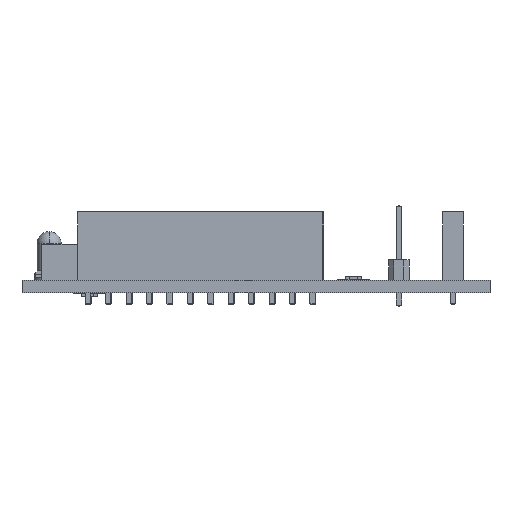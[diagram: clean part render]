
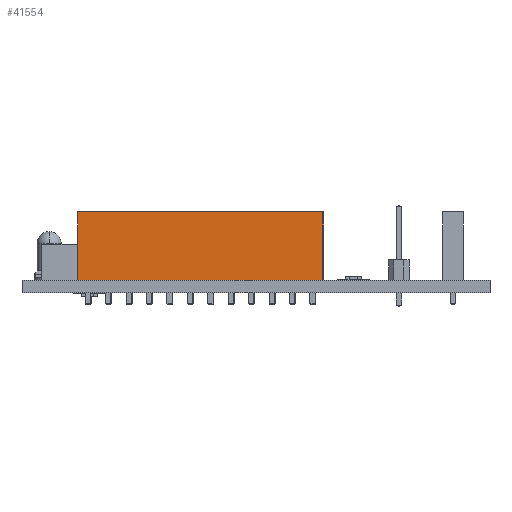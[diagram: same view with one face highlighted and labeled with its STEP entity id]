
A CAD part, front view. The second image highlights one B-rep face of the part: STEP entity #41554.
In plain terms, the highlighted planar face has unit normal (0, -1, 0).
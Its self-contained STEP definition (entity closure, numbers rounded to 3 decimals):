
#28348 = PLANE('',#28349);
#28349 = AXIS2_PLACEMENT_3D('',#28350,#28351,#28352);
#28350 = CARTESIAN_POINT('',(-1.27,-1.25,8.5));
#28351 = DIRECTION('',(0.,0.,1.));
#28352 = DIRECTION('',(1.,0.,0.));
#28779 = EDGE_CURVE('',#28780,#28782,#28784,.T.);
#28780 = VERTEX_POINT('',#28781);
#28781 = CARTESIAN_POINT('',(-29.21,-1.25,8.5));
#28782 = VERTEX_POINT('',#28783);
#28783 = CARTESIAN_POINT('',(1.27,-1.25,8.5));
#28784 = SURFACE_CURVE('',#28785,(#28789,#28796),.PCURVE_S1.);
#28785 = LINE('',#28786,#28787);
#28786 = CARTESIAN_POINT('',(-29.21,-1.25,8.5));
#28787 = VECTOR('',#28788,1.);
#28788 = DIRECTION('',(1.,0.,0.));
#28789 = PCURVE('',#28348,#28790);
#28790 = DEFINITIONAL_REPRESENTATION('',(#28791),#28795);
#28791 = LINE('',#28792,#28793);
#28792 = CARTESIAN_POINT('',(-27.94,0.));
#28793 = VECTOR('',#28794,1.);
#28794 = DIRECTION('',(1.,0.));
#28795 = ( GEOMETRIC_REPRESENTATION_CONTEXT(2) 
PARAMETRIC_REPRESENTATION_CONTEXT() REPRESENTATION_CONTEXT('2D SPACE',''
  ) );
#28796 = PCURVE('',#28797,#28802);
#28797 = PLANE('',#28798);
#28798 = AXIS2_PLACEMENT_3D('',#28799,#28800,#28801);
#28799 = CARTESIAN_POINT('',(0.,-1.25,4.25));
#28800 = DIRECTION('',(0.,1.,0.));
#28801 = DIRECTION('',(0.,0.,1.));
#28802 = DEFINITIONAL_REPRESENTATION('',(#28803),#28807);
#28803 = LINE('',#28804,#28805);
#28804 = CARTESIAN_POINT('',(4.25,-29.21));
#28805 = VECTOR('',#28806,1.);
#28806 = DIRECTION('',(0.,1.));
#28807 = ( GEOMETRIC_REPRESENTATION_CONTEXT(2) 
PARAMETRIC_REPRESENTATION_CONTEXT() REPRESENTATION_CONTEXT('2D SPACE',''
  ) );
#28825 = PLANE('',#28826);
#28826 = AXIS2_PLACEMENT_3D('',#28827,#28828,#28829);
#28827 = CARTESIAN_POINT('',(1.27,-1.25,8.5));
#28828 = DIRECTION('',(1.,0.,0.));
#28829 = DIRECTION('',(0.,0.,-1.));
#28879 = PLANE('',#28880);
#28880 = AXIS2_PLACEMENT_3D('',#28881,#28882,#28883);
#28881 = CARTESIAN_POINT('',(-29.21,-1.25,0.));
#28882 = DIRECTION('',(-1.,0.,0.));
#28883 = DIRECTION('',(0.,0.,1.));
#33933 = PLANE('',#33934);
#33934 = AXIS2_PLACEMENT_3D('',#33935,#33936,#33937);
#33935 = CARTESIAN_POINT('',(1.27,-1.25,0.));
#33936 = DIRECTION('',(0.,0.,-1.));
#33937 = DIRECTION('',(-1.,0.,0.));
#39574 = EDGE_CURVE('',#39575,#28780,#39577,.T.);
#39575 = VERTEX_POINT('',#39576);
#39576 = CARTESIAN_POINT('',(-29.21,-1.25,0.));
#39577 = SURFACE_CURVE('',#39578,(#39582,#39589),.PCURVE_S1.);
#39578 = LINE('',#39579,#39580);
#39579 = CARTESIAN_POINT('',(-29.21,-1.25,0.));
#39580 = VECTOR('',#39581,1.);
#39581 = DIRECTION('',(0.,0.,1.));
#39582 = PCURVE('',#28879,#39583);
#39583 = DEFINITIONAL_REPRESENTATION('',(#39584),#39588);
#39584 = LINE('',#39585,#39586);
#39585 = CARTESIAN_POINT('',(0.,0.));
#39586 = VECTOR('',#39587,1.);
#39587 = DIRECTION('',(1.,0.));
#39588 = ( GEOMETRIC_REPRESENTATION_CONTEXT(2) 
PARAMETRIC_REPRESENTATION_CONTEXT() REPRESENTATION_CONTEXT('2D SPACE',''
  ) );
#39589 = PCURVE('',#28797,#39590);
#39590 = DEFINITIONAL_REPRESENTATION('',(#39591),#39595);
#39591 = LINE('',#39592,#39593);
#39592 = CARTESIAN_POINT('',(-4.25,-29.21));
#39593 = VECTOR('',#39594,1.);
#39594 = DIRECTION('',(1.,0.));
#39595 = ( GEOMETRIC_REPRESENTATION_CONTEXT(2) 
PARAMETRIC_REPRESENTATION_CONTEXT() REPRESENTATION_CONTEXT('2D SPACE',''
  ) );
#41361 = EDGE_CURVE('',#41362,#39575,#41364,.T.);
#41362 = VERTEX_POINT('',#41363);
#41363 = CARTESIAN_POINT('',(1.27,-1.25,0.));
#41364 = SURFACE_CURVE('',#41365,(#41369,#41376),.PCURVE_S1.);
#41365 = LINE('',#41366,#41367);
#41366 = CARTESIAN_POINT('',(1.27,-1.25,0.));
#41367 = VECTOR('',#41368,1.);
#41368 = DIRECTION('',(-1.,0.,0.));
#41369 = PCURVE('',#33933,#41370);
#41370 = DEFINITIONAL_REPRESENTATION('',(#41371),#41375);
#41371 = LINE('',#41372,#41373);
#41372 = CARTESIAN_POINT('',(0.,0.));
#41373 = VECTOR('',#41374,1.);
#41374 = DIRECTION('',(1.,0.));
#41375 = ( GEOMETRIC_REPRESENTATION_CONTEXT(2) 
PARAMETRIC_REPRESENTATION_CONTEXT() REPRESENTATION_CONTEXT('2D SPACE',''
  ) );
#41376 = PCURVE('',#28797,#41377);
#41377 = DEFINITIONAL_REPRESENTATION('',(#41378),#41382);
#41378 = LINE('',#41379,#41380);
#41379 = CARTESIAN_POINT('',(-4.25,1.27));
#41380 = VECTOR('',#41381,1.);
#41381 = DIRECTION('',(0.,-1.));
#41382 = ( GEOMETRIC_REPRESENTATION_CONTEXT(2) 
PARAMETRIC_REPRESENTATION_CONTEXT() REPRESENTATION_CONTEXT('2D SPACE',''
  ) );
#41504 = EDGE_CURVE('',#28782,#41362,#41505,.T.);
#41505 = SURFACE_CURVE('',#41506,(#41510,#41517),.PCURVE_S1.);
#41506 = LINE('',#41507,#41508);
#41507 = CARTESIAN_POINT('',(1.27,-1.25,8.5));
#41508 = VECTOR('',#41509,1.);
#41509 = DIRECTION('',(0.,0.,-1.));
#41510 = PCURVE('',#28825,#41511);
#41511 = DEFINITIONAL_REPRESENTATION('',(#41512),#41516);
#41512 = LINE('',#41513,#41514);
#41513 = CARTESIAN_POINT('',(0.,0.));
#41514 = VECTOR('',#41515,1.);
#41515 = DIRECTION('',(1.,0.));
#41516 = ( GEOMETRIC_REPRESENTATION_CONTEXT(2) 
PARAMETRIC_REPRESENTATION_CONTEXT() REPRESENTATION_CONTEXT('2D SPACE',''
  ) );
#41517 = PCURVE('',#28797,#41518);
#41518 = DEFINITIONAL_REPRESENTATION('',(#41519),#41523);
#41519 = LINE('',#41520,#41521);
#41520 = CARTESIAN_POINT('',(4.25,1.27));
#41521 = VECTOR('',#41522,1.);
#41522 = DIRECTION('',(-1.,0.));
#41523 = ( GEOMETRIC_REPRESENTATION_CONTEXT(2) 
PARAMETRIC_REPRESENTATION_CONTEXT() REPRESENTATION_CONTEXT('2D SPACE',''
  ) );
#41554 = ADVANCED_FACE('',(#41555),#28797,.F.);
#41555 = FACE_BOUND('',#41556,.T.);
#41556 = EDGE_LOOP('',(#41557,#41558,#41559,#41560));
#41557 = ORIENTED_EDGE('',*,*,#41504,.F.);
#41558 = ORIENTED_EDGE('',*,*,#28779,.F.);
#41559 = ORIENTED_EDGE('',*,*,#39574,.F.);
#41560 = ORIENTED_EDGE('',*,*,#41361,.F.);
